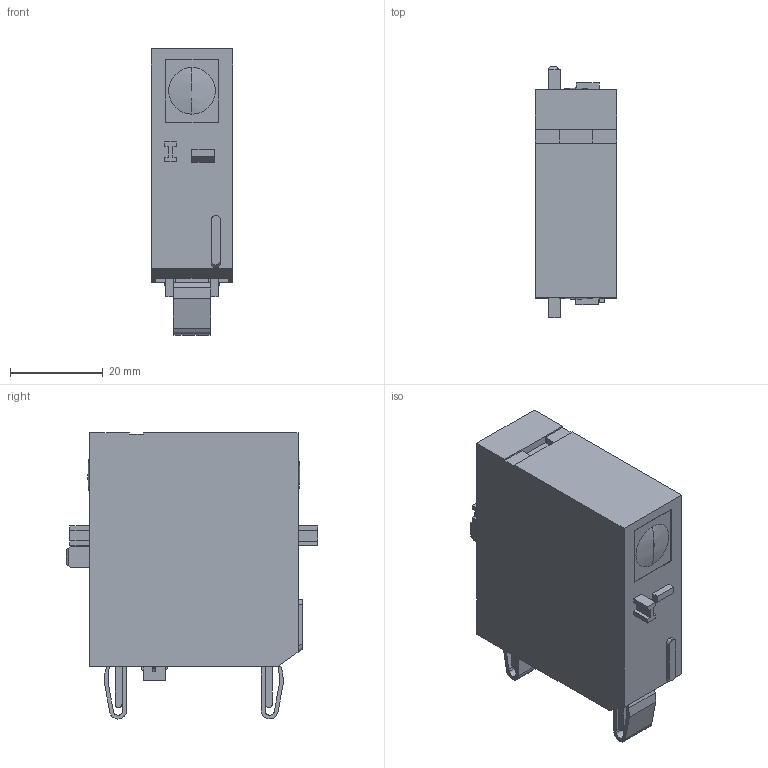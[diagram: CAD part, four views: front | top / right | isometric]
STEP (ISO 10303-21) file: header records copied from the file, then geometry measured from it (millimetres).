
FILE_DESCRIPTION(('Creo Elements/Direct Modeling STEP Export'),'2;1');
FILE_NAME('model.stp','2024-08-27T13:19:04',(''),(''),'Creo Elements/Direct Modeling STEP processor for AP214 (Solid Model)','Creo Elements/Direct Modeling 20.1D 10-Oct-2020 (C) Parametric Technology GmbH','');
FILE_SCHEMA(('AUTOMOTIVE_DESIGN { 1 0 10303 214 1 1 1 1 }'));
Length unit declared in the file: millimetre
Products named in the file (2): VAL_SPP_T2_..._P-SELECT
Assembly tree (1 placements, depth 2):
  VAL_SPP_T2_..._P-SELECT
    VAL_SPP_T2_..._P-SELECT
Bounding box: 17.5 x 54.2 x 61.52 mm (x, y, z)
Volume: 39475.4 mm3; surface area: 9678 mm2
Topology: 2 solids, 2 shells, 202 faces, 545 edges, 367 vertices
Faces by surface type: plane 175, cylinder 15, extrusion 8, sphere 4
Entity records: 8403 total; most frequent: CARTESIAN_POINT 1754, ORIENTED_EDGE 1074, DIRECTION 927, EDGE_CURVE 537, VECTOR 487, LINE 479, VERTEX_POINT 365, EDGE_LOOP 228
